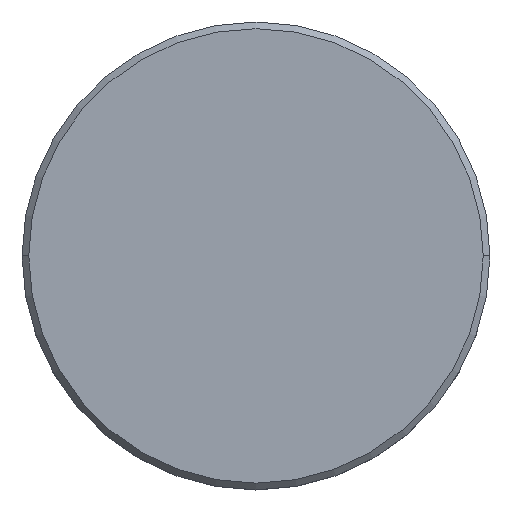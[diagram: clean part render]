
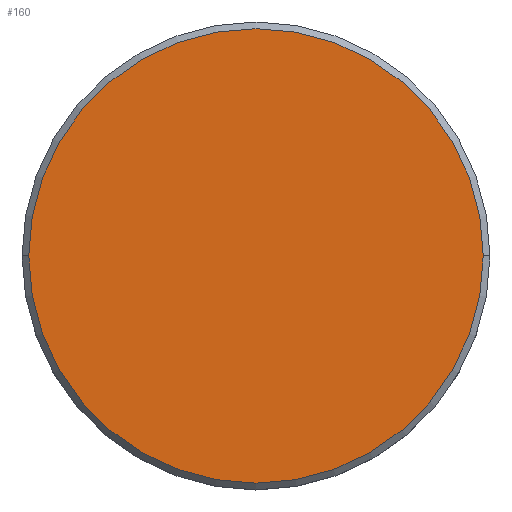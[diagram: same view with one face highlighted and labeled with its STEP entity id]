
A CAD part, top view. The second image highlights one B-rep face of the part: STEP entity #160.
In plain terms, the highlighted planar face has unit normal (0, 0, 1).
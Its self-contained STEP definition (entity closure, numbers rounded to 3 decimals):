
#75 = DIRECTION ( 'NONE',  ( 0., 0., 1. ) ) ;
#136 = PLANE ( 'NONE',  #1006 ) ;
#160 = ADVANCED_FACE ( 'NONE', ( #653 ), #136, .T. ) ;
#267 = EDGE_LOOP ( 'NONE', ( #1149, #524 ) ) ;
#273 = AXIS2_PLACEMENT_3D ( 'NONE', #361, #75, #1111 ) ;
#274 = CIRCLE ( 'NONE', #843, 17. ) ;
#361 = CARTESIAN_POINT ( 'NONE',  ( 0., 0., 0. ) ) ;
#365 = VERTEX_POINT ( 'NONE', #1099 ) ;
#402 = CARTESIAN_POINT ( 'NONE',  ( 0., 0., 0. ) ) ;
#490 = DIRECTION ( 'NONE',  ( 0., 0., 1. ) ) ;
#524 = ORIENTED_EDGE ( 'NONE', *, *, #696, .T. ) ;
#606 = CIRCLE ( 'NONE', #273, 17. ) ;
#653 = FACE_OUTER_BOUND ( 'NONE', #267, .T. ) ;
#696 = EDGE_CURVE ( 'NONE', #777, #365, #606, .T. ) ;
#777 = VERTEX_POINT ( 'NONE', #1101 ) ;
#781 = DIRECTION ( 'NONE',  ( 1., 0., 0. ) ) ;
#843 = AXIS2_PLACEMENT_3D ( 'NONE', #845, #1067, #781 ) ;
#845 = CARTESIAN_POINT ( 'NONE',  ( 0., 0., 0. ) ) ;
#849 = DIRECTION ( 'NONE',  ( 1., 0., 0. ) ) ;
#1006 = AXIS2_PLACEMENT_3D ( 'NONE', #402, #490, #849 ) ;
#1067 = DIRECTION ( 'NONE',  ( 0., 0., 1. ) ) ;
#1099 = CARTESIAN_POINT ( 'NONE',  ( -17., 0., 0. ) ) ;
#1101 = CARTESIAN_POINT ( 'NONE',  ( 17., 0., 0. ) ) ;
#1111 = DIRECTION ( 'NONE',  ( 1., 0., 0. ) ) ;
#1130 = EDGE_CURVE ( 'NONE', #365, #777, #274, .T. ) ;
#1149 = ORIENTED_EDGE ( 'NONE', *, *, #1130, .T. ) ;
